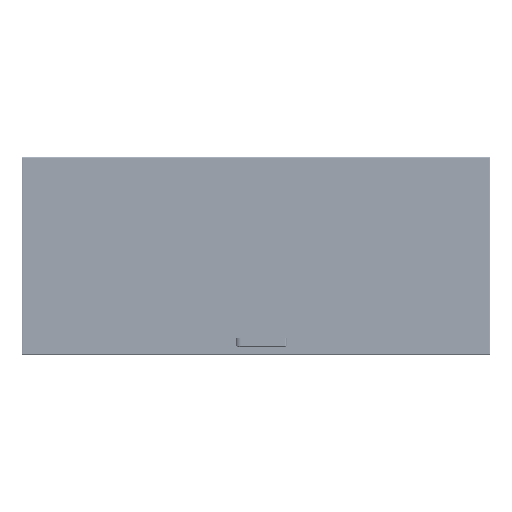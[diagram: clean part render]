
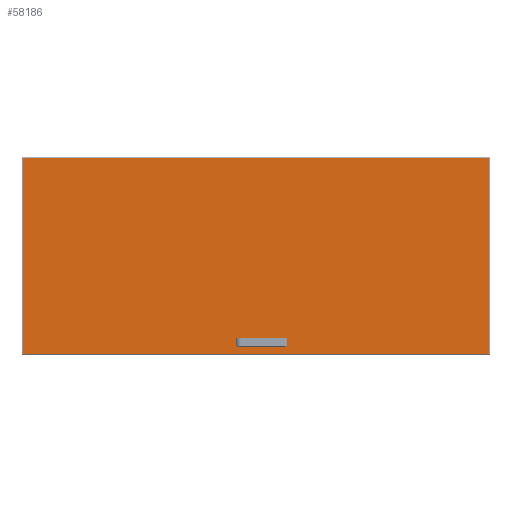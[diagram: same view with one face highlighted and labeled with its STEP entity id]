
A CAD part, top view. The second image highlights one B-rep face of the part: STEP entity #58186.
In plain terms, the highlighted planar face has unit normal (0, 0, 1).
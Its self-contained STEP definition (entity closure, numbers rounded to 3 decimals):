
#2139 = DIRECTION ( 'NONE',  ( 0., 1., 0. ) ) ;
#2140 = CARTESIAN_POINT ( 'NONE',  ( 873.9, -368., 2. ) ) ;
#2141 = DIRECTION ( 'NONE',  ( -1., 0., 0. ) ) ;
#2142 = CARTESIAN_POINT ( 'NONE',  ( 873.9, 367.9, 2. ) ) ;
#2143 = DIRECTION ( 'NONE',  ( 0., -1., 0. ) ) ;
#2144 = CARTESIAN_POINT ( 'NONE',  ( -873.9, 368., 2. ) ) ;
#2145 = DIRECTION ( 'NONE',  ( 1., 0., 0. ) ) ;
#2147 = CARTESIAN_POINT ( 'NONE',  ( -873.9, -367.9, 2. ) ) ;
#2149 = DIRECTION ( 'NONE',  ( 1., 0., 0. ) ) ;
#2152 = CARTESIAN_POINT ( 'NONE',  ( 37.662, -327., 2. ) ) ;
#2153 = DIRECTION ( 'NONE',  ( 1., 0., 0. ) ) ;
#2157 = CARTESIAN_POINT ( 'NONE',  ( -14.338, -327., 2. ) ) ;
#2158 = DIRECTION ( 'NONE',  ( -1., 0., 0. ) ) ;
#2160 = DIRECTION ( 'NONE',  ( -1., 0., 0. ) ) ;
#2161 = DIRECTION ( 'NONE',  ( 0., 0., 1. ) ) ;
#2162 = CARTESIAN_POINT ( 'NONE',  ( 54.3, -322.5, 2. ) ) ;
#2163 = DIRECTION ( 'NONE',  ( 0., 0., 1. ) ) ;
#2166 = DIRECTION ( 'NONE',  ( -1., 0., 0. ) ) ;
#2167 = CARTESIAN_POINT ( 'NONE',  ( 26., -322.5, 2. ) ) ;
#2168 = DIRECTION ( 'NONE',  ( -1., 0., 0. ) ) ;
#2169 = DIRECTION ( 'NONE',  ( 0., 0., 1. ) ) ;
#2170 = DIRECTION ( 'NONE',  ( -1., 0., 0. ) ) ;
#2172 = CARTESIAN_POINT ( 'NONE',  ( 26., -322.5, 2. ) ) ;
#2173 = DIRECTION ( 'NONE',  ( 1., 0., 0. ) ) ;
#2174 = DIRECTION ( 'NONE',  ( 0., 0., 1. ) ) ;
#2175 = CARTESIAN_POINT ( 'NONE',  ( -26., -322.5, 2. ) ) ;
#2177 = DIRECTION ( 'NONE',  ( 1., 0., 0. ) ) ;
#2178 = CARTESIAN_POINT ( 'NONE',  ( -37.662, -318., 2. ) ) ;
#2179 = CARTESIAN_POINT ( 'NONE',  ( 37.662, -318., 2. ) ) ;
#2181 = DIRECTION ( 'NONE',  ( 1., 0., 0. ) ) ;
#2182 = DIRECTION ( 'NONE',  ( 0., 0., 1. ) ) ;
#2183 = CARTESIAN_POINT ( 'NONE',  ( -54.3, -322.5, 2. ) ) ;
#2185 = DIRECTION ( 'NONE',  ( -1., 0., 0. ) ) ;
#2186 = CARTESIAN_POINT ( 'NONE',  ( -14.338, -318., 2. ) ) ;
#2187 = DIRECTION ( 'NONE',  ( 1., 0., 0. ) ) ;
#2188 = DIRECTION ( 'NONE',  ( 0., 0., 1. ) ) ;
#2189 = CARTESIAN_POINT ( 'NONE',  ( -37.662, -327., 2. ) ) ;
#2199 = CARTESIAN_POINT ( 'NONE',  ( -26., -322.5, 2. ) ) ;
#12964 = FACE_BOUND ( 'NONE', #48802, .T. ) ;
#12972 = FACE_OUTER_BOUND ( 'NONE', #48817, .T. ) ;
#13296 = CIRCLE ( 'NONE', #18149, 4.5 ) ;
#15129 = VECTOR ( 'NONE', #2139, 1000. ) ;
#15130 = LINE ( 'NONE', #2140, #15129 ) ;
#15131 = VECTOR ( 'NONE', #2141, 1000. ) ;
#15132 = LINE ( 'NONE', #2142, #15131 ) ;
#15134 = VECTOR ( 'NONE', #2143, 1000. ) ;
#15138 = LINE ( 'NONE', #2144, #15134 ) ;
#15142 = VECTOR ( 'NONE', #2149, 1000. ) ;
#15144 = CIRCLE ( 'NONE', #19051, 4.5 ) ;
#15146 = VECTOR ( 'NONE', #2153, 1000. ) ;
#15148 = CIRCLE ( 'NONE', #19050, 12.5 ) ;
#15150 = LINE ( 'NONE', #2157, #15146 ) ;
#15152 = LINE ( 'NONE', #2147, #15172 ) ;
#15154 = LINE ( 'NONE', #2152, #15142 ) ;
#15156 = CIRCLE ( 'NONE', #19053, 12.5 ) ;
#15158 = LINE ( 'NONE', #2179, #15160 ) ;
#15160 = VECTOR ( 'NONE', #2166, 1000. ) ;
#15163 = CIRCLE ( 'NONE', #19052, 12.5 ) ;
#15165 = LINE ( 'NONE', #2178, #15187 ) ;
#15168 = CIRCLE ( 'NONE', #19056, 4.5 ) ;
#15170 = LINE ( 'NONE', #2189, #15174 ) ;
#15172 = VECTOR ( 'NONE', #2145, 1000. ) ;
#15174 = VECTOR ( 'NONE', #2177, 1000. ) ;
#15177 = CIRCLE ( 'NONE', #19054, 12.5 ) ;
#15179 = VECTOR ( 'NONE', #2185, 1000. ) ;
#15181 = LINE ( 'NONE', #2186, #15179 ) ;
#15187 = VECTOR ( 'NONE', #2170, 1000. ) ;
#18144 = AXIS2_PLACEMENT_3D ( 'NONE', #59199, #59194, #59192 ) ;
#18149 = AXIS2_PLACEMENT_3D ( 'NONE', #60132, #60103, #60101 ) ;
#19050 = AXIS2_PLACEMENT_3D ( 'NONE', #2167, #2161, #2160 ) ;
#19051 = AXIS2_PLACEMENT_3D ( 'NONE', #2162, #2163, #2158 ) ;
#19052 = AXIS2_PLACEMENT_3D ( 'NONE', #2175, #2174, #2173 ) ;
#19053 = AXIS2_PLACEMENT_3D ( 'NONE', #2172, #2169, #2168 ) ;
#19054 = AXIS2_PLACEMENT_3D ( 'NONE', #2199, #2188, #2187 ) ;
#19056 = AXIS2_PLACEMENT_3D ( 'NONE', #2183, #2182, #2181 ) ;
#24593 = CARTESIAN_POINT ( 'NONE',  ( 873.9, -367.9, 2. ) ) ;
#24723 = CARTESIAN_POINT ( 'NONE',  ( -873.9, -367.9, 2. ) ) ;
#24745 = CARTESIAN_POINT ( 'NONE',  ( -873.9, 367.9, 2. ) ) ;
#24765 = CARTESIAN_POINT ( 'NONE',  ( 14.338, -327., 2. ) ) ;
#24773 = CARTESIAN_POINT ( 'NONE',  ( 37.662, -327., 2. ) ) ;
#24792 = CARTESIAN_POINT ( 'NONE',  ( 54.3, -327., 2. ) ) ;
#25091 = CARTESIAN_POINT ( 'NONE',  ( 873.9, 367.9, 2. ) ) ;
#26569 = CARTESIAN_POINT ( 'NONE',  ( 37.662, -318., 2. ) ) ;
#26600 = CARTESIAN_POINT ( 'NONE',  ( -14.338, -318., 2. ) ) ;
#26609 = CARTESIAN_POINT ( 'NONE',  ( -37.662, -318., 2. ) ) ;
#26612 = CARTESIAN_POINT ( 'NONE',  ( -54.3, -318., 2. ) ) ;
#26625 = CARTESIAN_POINT ( 'NONE',  ( -54.3, -327., 2. ) ) ;
#26640 = CARTESIAN_POINT ( 'NONE',  ( -14.338, -327., 2. ) ) ;
#26657 = CARTESIAN_POINT ( 'NONE',  ( -37.662, -327., 2. ) ) ;
#27557 = CARTESIAN_POINT ( 'NONE',  ( 14.338, -318., 2. ) ) ;
#29132 = CARTESIAN_POINT ( 'NONE',  ( 58.8, -322.5, 2. ) ) ;
#29133 = CARTESIAN_POINT ( 'NONE',  ( 54.3, -318., 2. ) ) ;
#35235 = ORIENTED_EDGE ( 'NONE', *, *, #36835, .F. ) ;
#35239 = ORIENTED_EDGE ( 'NONE', *, *, #36861, .F. ) ;
#35248 = ORIENTED_EDGE ( 'NONE', *, *, #36881, .T. ) ;
#35269 = ORIENTED_EDGE ( 'NONE', *, *, #36883, .T. ) ;
#35273 = ORIENTED_EDGE ( 'NONE', *, *, #36845, .F. ) ;
#35344 = ORIENTED_EDGE ( 'NONE', *, *, #36884, .T. ) ;
#35797 = ORIENTED_EDGE ( 'NONE', *, *, #36878, .T. ) ;
#36318 = ORIENTED_EDGE ( 'NONE', *, *, #36855, .F. ) ;
#36322 = ORIENTED_EDGE ( 'NONE', *, *, #36841, .F. ) ;
#36391 = ORIENTED_EDGE ( 'NONE', *, *, #36875, .F. ) ;
#36416 = ORIENTED_EDGE ( 'NONE', *, *, #36865, .F. ) ;
#36430 = ORIENTED_EDGE ( 'NONE', *, *, #36850, .F. ) ;
#36523 = ORIENTED_EDGE ( 'NONE', *, *, #36831, .F. ) ;
#36576 = ORIENTED_EDGE ( 'NONE', *, *, #46886, .F. ) ;
#36615 = ORIENTED_EDGE ( 'NONE', *, *, #36869, .F. ) ;
#36664 = ORIENTED_EDGE ( 'NONE', *, *, #36859, .F. ) ;
#36831 = EDGE_CURVE ( 'NONE', #84777, #84775, #15177, .T. ) ;
#36835 = EDGE_CURVE ( 'NONE', #84627, #84777, #15181, .T. ) ;
#36841 = EDGE_CURVE ( 'NONE', #84774, #84771, #15168, .T. ) ;
#36845 = EDGE_CURVE ( 'NONE', #84771, #84768, #15170, .T. ) ;
#36850 = EDGE_CURVE ( 'NONE', #84768, #84770, #15163, .T. ) ;
#36855 = EDGE_CURVE ( 'NONE', #84775, #84774, #15165, .T. ) ;
#36859 = EDGE_CURVE ( 'NONE', #84782, #84627, #15156, .T. ) ;
#36861 = EDGE_CURVE ( 'NONE', #65830, #84782, #15158, .T. ) ;
#36866 = ORIENTED_EDGE ( 'NONE', *, *, #36872, .F. ) ;
#36865 = EDGE_CURVE ( 'NONE', #85066, #85064, #15148, .T. ) ;
#36869 = EDGE_CURVE ( 'NONE', #85061, #65831, #15144, .T. ) ;
#36872 = EDGE_CURVE ( 'NONE', #84770, #85066, #15150, .T. ) ;
#36875 = EDGE_CURVE ( 'NONE', #85064, #85061, #15154, .T. ) ;
#36878 = EDGE_CURVE ( 'NONE', #85073, #85095, #15152, .T. ) ;
#36881 = EDGE_CURVE ( 'NONE', #85070, #85073, #15138, .T. ) ;
#36883 = EDGE_CURVE ( 'NONE', #85012, #85070, #15132, .T. ) ;
#36884 = EDGE_CURVE ( 'NONE', #85095, #85012, #15130, .T. ) ;
#46886 = EDGE_CURVE ( 'NONE', #65831, #65830, #13296, .T. ) ;
#48802 = EDGE_LOOP ( 'NONE', ( #36430, #35273, #36322, #36318, #36523, #35235, #36664, #35239, #36576, #36615, #36391, #36416, #36866 ) ) ;
#48817 = EDGE_LOOP ( 'NONE', ( #35248, #35797, #35344, #35269 ) ) ;
#58186 = ADVANCED_FACE ( 'NONE', ( #12964, #12972 ), #59198, .T. ) ;
#59192 = DIRECTION ( 'NONE',  ( 1., 0., 0. ) ) ;
#59194 = DIRECTION ( 'NONE',  ( 0., 0., 1. ) ) ;
#59198 = PLANE ( 'NONE',  #18144 ) ;
#59199 = CARTESIAN_POINT ( 'NONE',  ( -874., -368., 2. ) ) ;
#60101 = DIRECTION ( 'NONE',  ( -1., 0., 0. ) ) ;
#60103 = DIRECTION ( 'NONE',  ( 0., 0., 1. ) ) ;
#60132 = CARTESIAN_POINT ( 'NONE',  ( 54.3, -322.5, 2. ) ) ;
#65830 = VERTEX_POINT ( 'NONE', #29133 ) ;
#65831 = VERTEX_POINT ( 'NONE', #29132 ) ;
#84627 = VERTEX_POINT ( 'NONE', #27557 ) ;
#84768 = VERTEX_POINT ( 'NONE', #26657 ) ;
#84770 = VERTEX_POINT ( 'NONE', #26640 ) ;
#84771 = VERTEX_POINT ( 'NONE', #26625 ) ;
#84774 = VERTEX_POINT ( 'NONE', #26612 ) ;
#84775 = VERTEX_POINT ( 'NONE', #26609 ) ;
#84777 = VERTEX_POINT ( 'NONE', #26600 ) ;
#84782 = VERTEX_POINT ( 'NONE', #26569 ) ;
#85012 = VERTEX_POINT ( 'NONE', #25091 ) ;
#85061 = VERTEX_POINT ( 'NONE', #24792 ) ;
#85064 = VERTEX_POINT ( 'NONE', #24773 ) ;
#85066 = VERTEX_POINT ( 'NONE', #24765 ) ;
#85070 = VERTEX_POINT ( 'NONE', #24745 ) ;
#85073 = VERTEX_POINT ( 'NONE', #24723 ) ;
#85095 = VERTEX_POINT ( 'NONE', #24593 ) ;
